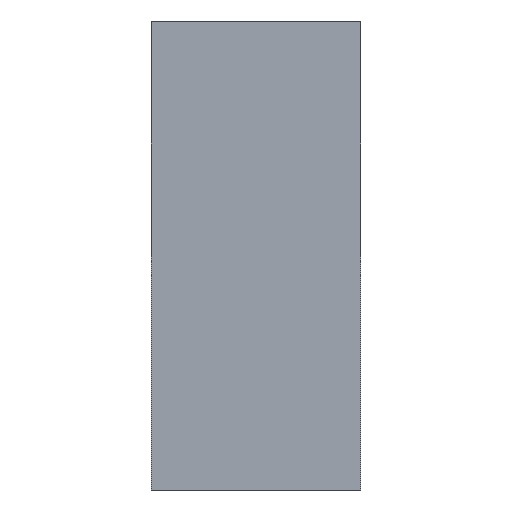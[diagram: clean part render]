
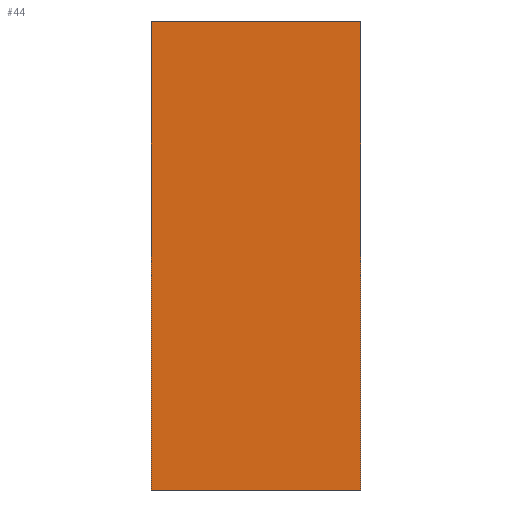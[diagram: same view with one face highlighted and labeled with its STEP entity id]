
A CAD part, left-side view. The second image highlights one B-rep face of the part: STEP entity #44.
In plain terms, the highlighted planar face has unit normal (-1, 0, 0).
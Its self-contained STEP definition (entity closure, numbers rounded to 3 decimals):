
#44 = ADVANCED_FACE( '', ( #88 ), #89, .F. );
#88 = FACE_OUTER_BOUND( '', #125, .T. );
#89 = PLANE( '', #126 );
#125 = EDGE_LOOP( '', ( #183, #184, #185, #186 ) );
#126 = AXIS2_PLACEMENT_3D( '', #187, #188, #189 );
#183 = ORIENTED_EDGE( '', *, *, #214, .T. );
#184 = ORIENTED_EDGE( '', *, *, #216, .F. );
#185 = ORIENTED_EDGE( '', *, *, #200, .F. );
#186 = ORIENTED_EDGE( '', *, *, #209, .T. );
#187 = CARTESIAN_POINT( '', ( -273., 21.5, 96. ) );
#188 = DIRECTION( '', ( 1., 0., 0. ) );
#189 = DIRECTION( '', ( 0., 0., -1. ) );
#200 = EDGE_CURVE( '', #226, #228, #229, .T. );
#209 = EDGE_CURVE( '', #226, #240, #242, .T. );
#214 = EDGE_CURVE( '', #240, #248, #250, .T. );
#216 = EDGE_CURVE( '', #228, #248, #252, .T. );
#226 = VERTEX_POINT( '', #262 );
#228 = VERTEX_POINT( '', #265 );
#229 = LINE( '', #266, #267 );
#240 = VERTEX_POINT( '', #283 );
#242 = LINE( '', #286, #287 );
#248 = VERTEX_POINT( '', #293 );
#250 = LINE( '', #296, #297 );
#252 = LINE( '', #299, #300 );
#262 = CARTESIAN_POINT( '', ( -273., 21.5, 96. ) );
#265 = CARTESIAN_POINT( '', ( -273., -21.5, 96. ) );
#266 = CARTESIAN_POINT( '', ( -273., 21.5, 96. ) );
#267 = VECTOR( '', #311, 1000. );
#283 = CARTESIAN_POINT( '', ( -273., 21.5, 0. ) );
#286 = CARTESIAN_POINT( '', ( -273., 21.5, 96. ) );
#287 = VECTOR( '', #318, 1000. );
#293 = CARTESIAN_POINT( '', ( -273., -21.5, 0. ) );
#296 = CARTESIAN_POINT( '', ( -273., 21.5, 0. ) );
#297 = VECTOR( '', #326, 1000. );
#299 = CARTESIAN_POINT( '', ( -273., -21.5, 96. ) );
#300 = VECTOR( '', #327, 1000. );
#311 = DIRECTION( '', ( 0., -1., 0. ) );
#318 = DIRECTION( '', ( 0., 0., -1. ) );
#326 = DIRECTION( '', ( 0., -1., 0. ) );
#327 = DIRECTION( '', ( 0., 0., -1. ) );
